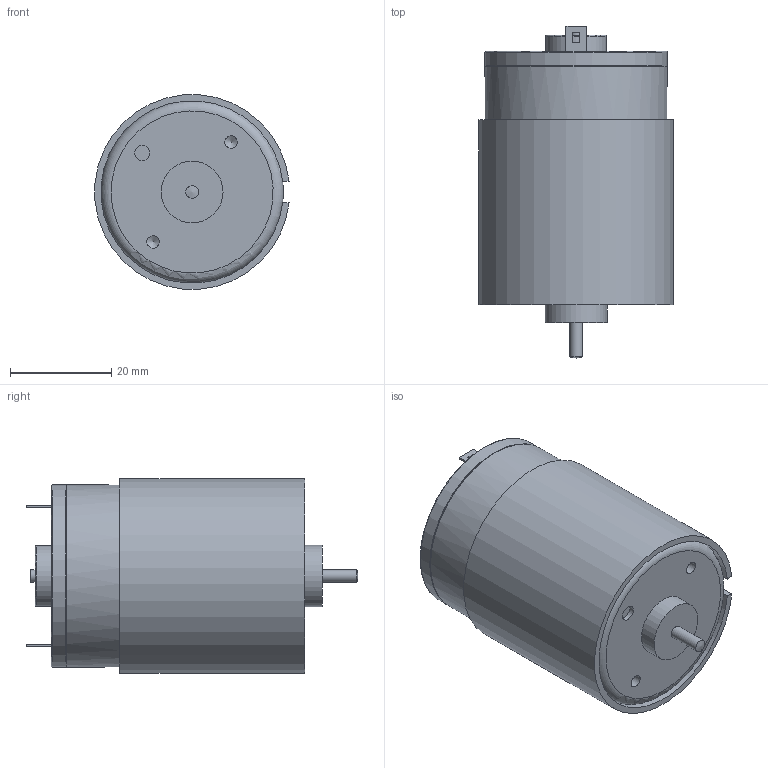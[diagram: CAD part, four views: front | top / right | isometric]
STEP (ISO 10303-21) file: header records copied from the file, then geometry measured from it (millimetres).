
FILE_DESCRIPTION((''),'2;1');
FILE_NAME('TP-3850A.STP','2013-06-14T14:37:32',('SSEGAWA'),(''),'Autodesk Inventor 2010','Autodesk Inventor 2010','');
FILE_SCHEMA(('CONFIG_CONTROL_DESIGN'));
Length unit declared in the file: millimetre
Products named in the file (1): tp_3850a
Bounding box: 38.31 x 65.5 x 38.39 mm (x, y, z)
Volume: 56731.3 mm3; surface area: 9161.6 mm2
Topology: 1 solids, 1 shells, 53 faces, 117 edges, 77 vertices
Faces by surface type: plane 27, bspline 11, cylinder 11, torus 3, cone 1
Full cylindrical faces by diameter (mm): 2.5 x2, 3 x1, 4.5 x1, 12 x1, 12.2 x1, 35.6 x1, 36 x2
Entity records: 1401 total; most frequent: CARTESIAN_POINT 322, DIRECTION 210, ORIENTED_EDGE 182, EDGE_CURVE 91, EDGE_LOOP 86, AXIS2_PLACEMENT_3D 76, VERTEX_POINT 69, VECTOR 58
